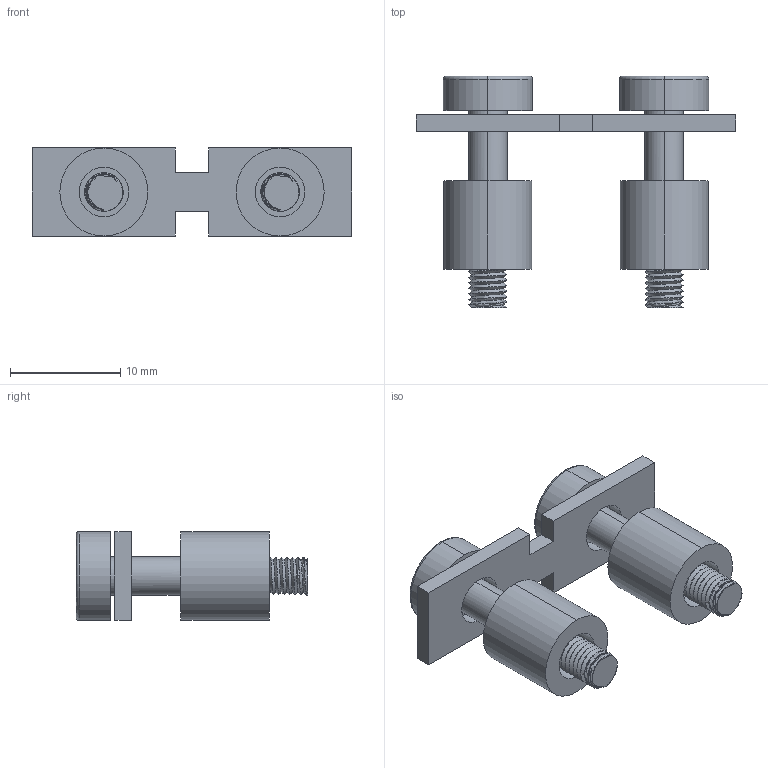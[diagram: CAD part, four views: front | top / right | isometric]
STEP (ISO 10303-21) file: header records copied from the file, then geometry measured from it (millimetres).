
FILE_DESCRIPTION (( 'STEP AP214' ), '1' );
FILE_NAME ('KN-2J2.step', '2015-05-04T11:21:19', ( '' ), ( '' ), 'SwSTEP 2.0', 'SolidWorks 2014', '' );
FILE_SCHEMA (( 'AUTOMOTIVE_DESIGN' ));
Length unit declared in the file: millimetre
Products named in the file (1): KN-2J2
Bounding box: 29 x 21 x 8.1 mm (x, y, z)
Volume: 1454.5 mm3; surface area: 2401.9 mm2
Topology: 7 solids, 7 shells, 82 faces, 188 edges, 122 vertices
Faces by surface type: plane 40, cylinder 30, bspline 8, torus 4
Entity records: 5724 total; most frequent: CARTESIAN_POINT 3461, DIRECTION 388, ORIENTED_EDGE 376, EDGE_CURVE 188, AXIS2_PLACEMENT_3D 145, VERTEX_POINT 122, VECTOR 98, LINE 98
